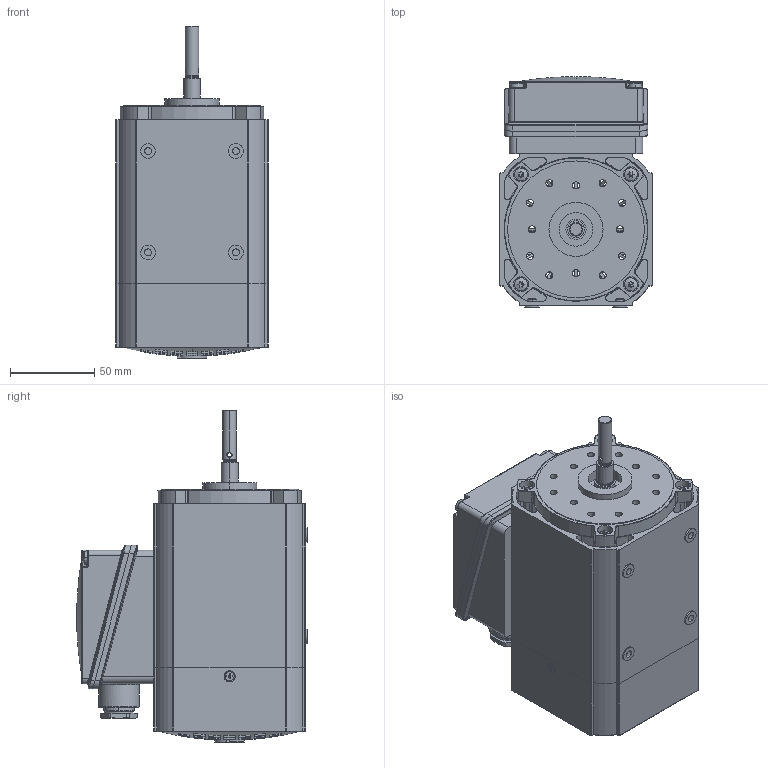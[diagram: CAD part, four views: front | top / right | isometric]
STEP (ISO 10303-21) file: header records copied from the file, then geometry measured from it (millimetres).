
FILE_DESCRIPTION (( 'STEP AP203' ), '1' );
FILE_NAME ('Motor IGL80-40.STEP', '2014-01-30T10:46:41', ( '' ), ( '' ), 'SwSTEP 2.0', 'SolidWorks 2012', '' );
FILE_SCHEMA (( 'CONFIG_CONTROL_DESIGN' ));
Length unit declared in the file: millimetre
Products named in the file (1): Motor IGL80-40
Bounding box: 90 x 136.5 x 196.5 mm (x, y, z)
Surface area: 156669.4 mm2 (no closed solid volume)
Topology: 0 solids, 35 shells, 995 faces, 3032 edges, 2000 vertices
Faces by surface type: plane 477, cylinder 339, bspline 125, cone 54
Entity records: 45305 total; most frequent: CARTESIAN_POINT 20028, ORIENTED_EDGE 5016, DIRECTION 4923, EDGE_CURVE 3020, VERTEX_POINT 2000, AXIS2_PLACEMENT_3D 1795, VECTOR 1333, LINE 1333
